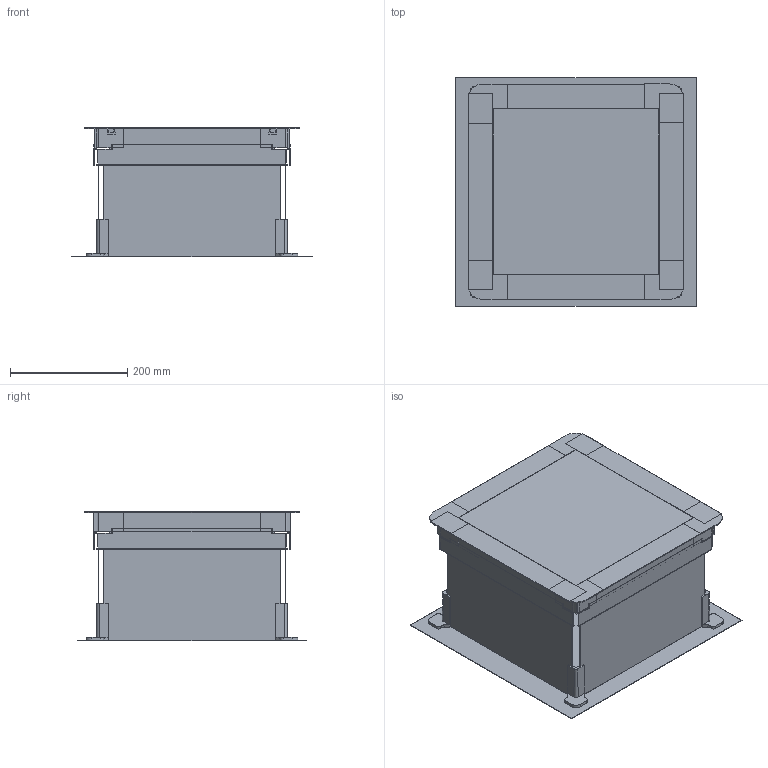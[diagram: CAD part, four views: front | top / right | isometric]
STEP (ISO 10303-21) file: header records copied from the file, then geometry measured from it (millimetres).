
FILE_DESCRIPTION (( 'STEP AP214' ), '1' );
FILE_NAME ('7410052_KSTP1.stp', '2016-10-12T07:11:21', ( '' ), ( '' ), 'SwSTEP 2.0', 'SolidWorks 2016', '' );
FILE_SCHEMA (( 'AUTOMOTIVE_DESIGN' ));
Length unit declared in the file: millimetre
Products named in the file (12): 7410052_KSTP1; P_001507T2_1_mit Montageschutzdeckel; 001065_Standard; 001286_Standard; 43514A_Standard; 001065_250 er Dose; 001069_Mit  Tasche f〉 Fallblech; 001507T1_H = 165-220; 43226E_F〉 UFD 3  Ausf”rung; 001172_Schieber ge”ffnet; 001070_Standard; 001290_Modifizierung (kleiner) 08100-001290
Assembly tree (25 placements, depth 4):
  7410052_KSTP1
    001507T1_H = 165-220
      001290_Modifizierung (kleiner) 08100-001290
      001172_Schieber ge”ffnet  x4
        001070_Standard
      43226E_F〉 UFD 3  Ausf”rung  x4
    P_001507T2_1_mit Montageschutzdeckel
      001069_Mit  Tasche f〉 Fallblech  x4
      001065_250 er Dose  x2
      43514A_Standard
      001286_Standard  x4
      001065_Standard  x2
Bounding box: 410 x 390 x 220.43 mm (x, y, z)
Volume: 861836.1 mm3; surface area: 1301345.9 mm2
Topology: 22 solids, 22 shells, 576 faces, 1444 edges, 912 vertices
Faces by surface type: plane 484, cylinder 88, cone 4
Entity records: 5705 total; most frequent: CARTESIAN_POINT 913, DIRECTION 887, ORIENTED_EDGE 866, EDGE_CURVE 433, LINE 387, VECTOR 387, VERTEX_POINT 276, AXIS2_PLACEMENT_3D 250
